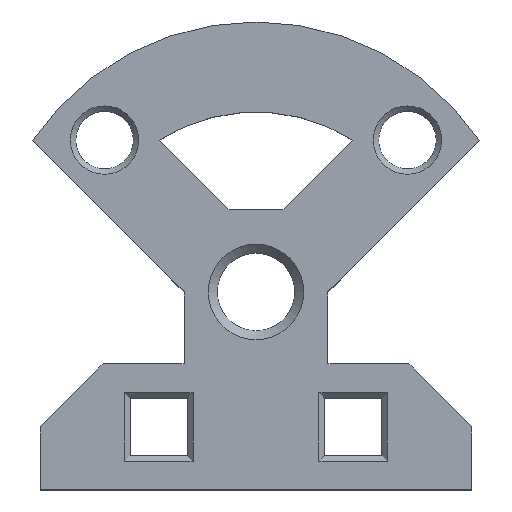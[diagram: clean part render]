
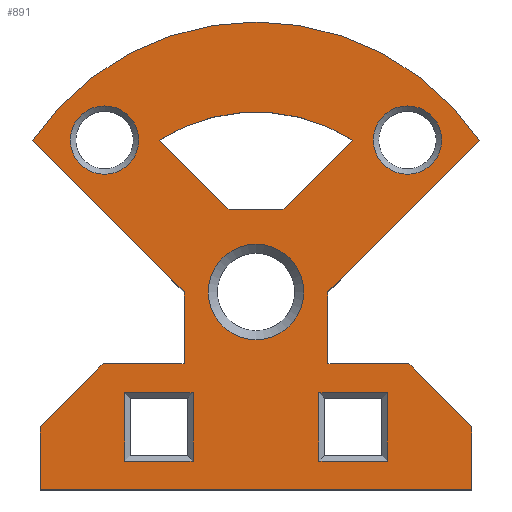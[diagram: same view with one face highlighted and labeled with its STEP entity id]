
A CAD part, top view. The second image highlights one B-rep face of the part: STEP entity #891.
In plain terms, the highlighted planar face has unit normal (0, 0, 1).
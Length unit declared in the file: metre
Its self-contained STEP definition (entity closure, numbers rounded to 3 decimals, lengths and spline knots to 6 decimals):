
#18=CIRCLE('',#914,0.15);
#20=CIRCLE('',#929,0.1);
#22=CIRCLE('',#933,0.0265);
#26=CIRCLE('',#940,0.019);
#33=CIRCLE('',#952,0.019);
#220=ORIENTED_EDGE('',*,*,#376,.F.);
#221=ORIENTED_EDGE('',*,*,#377,.F.);
#222=ORIENTED_EDGE('',*,*,#378,.F.);
#223=ORIENTED_EDGE('',*,*,#379,.F.);
#224=ORIENTED_EDGE('',*,*,#334,.F.);
#225=ORIENTED_EDGE('',*,*,#323,.F.);
#226=ORIENTED_EDGE('',*,*,#321,.T.);
#227=ORIENTED_EDGE('',*,*,#318,.T.);
#228=ORIENTED_EDGE('',*,*,#315,.T.);
#229=ORIENTED_EDGE('',*,*,#311,.T.);
#230=ORIENTED_EDGE('',*,*,#327,.F.);
#231=ORIENTED_EDGE('',*,*,#347,.F.);
#232=ORIENTED_EDGE('',*,*,#344,.F.);
#233=ORIENTED_EDGE('',*,*,#342,.F.);
#234=ORIENTED_EDGE('',*,*,#340,.F.);
#235=ORIENTED_EDGE('',*,*,#305,.F.);
#236=ORIENTED_EDGE('',*,*,#271,.F.);
#237=ORIENTED_EDGE('',*,*,#275,.F.);
#238=ORIENTED_EDGE('',*,*,#278,.F.);
#239=ORIENTED_EDGE('',*,*,#281,.F.);
#240=ORIENTED_EDGE('',*,*,#284,.F.);
#241=ORIENTED_EDGE('',*,*,#287,.F.);
#242=ORIENTED_EDGE('',*,*,#290,.F.);
#243=ORIENTED_EDGE('',*,*,#293,.F.);
#244=ORIENTED_EDGE('',*,*,#296,.F.);
#245=ORIENTED_EDGE('',*,*,#299,.F.);
#246=ORIENTED_EDGE('',*,*,#302,.F.);
#271=EDGE_CURVE('',#387,#388,#463,.T.);
#275=EDGE_CURVE('',#391,#387,#467,.T.);
#278=EDGE_CURVE('',#393,#391,#18,.T.);
#281=EDGE_CURVE('',#395,#393,#471,.T.);
#284=EDGE_CURVE('',#397,#395,#474,.T.);
#287=EDGE_CURVE('',#399,#397,#477,.T.);
#290=EDGE_CURVE('',#401,#399,#480,.T.);
#293=EDGE_CURVE('',#403,#401,#483,.T.);
#296=EDGE_CURVE('',#405,#403,#486,.T.);
#299=EDGE_CURVE('',#407,#405,#489,.T.);
#302=EDGE_CURVE('',#409,#407,#492,.T.);
#305=EDGE_CURVE('',#388,#409,#495,.T.);
#311=EDGE_CURVE('',#415,#416,#501,.T.);
#315=EDGE_CURVE('',#419,#415,#505,.T.);
#318=EDGE_CURVE('',#421,#419,#20,.T.);
#321=EDGE_CURVE('',#416,#421,#509,.T.);
#323=EDGE_CURVE('',#423,#423,#22,.T.);
#327=EDGE_CURVE('',#427,#427,#26,.T.);
#334=EDGE_CURVE('',#434,#434,#33,.T.);
#340=EDGE_CURVE('',#438,#439,#516,.T.);
#342=EDGE_CURVE('',#439,#440,#518,.T.);
#344=EDGE_CURVE('',#440,#441,#520,.T.);
#347=EDGE_CURVE('',#441,#438,#523,.T.);
#376=EDGE_CURVE('',#458,#459,#552,.T.);
#377=EDGE_CURVE('',#460,#458,#553,.T.);
#378=EDGE_CURVE('',#461,#460,#554,.T.);
#379=EDGE_CURVE('',#459,#461,#555,.T.);
#387=VERTEX_POINT('',#1217);
#388=VERTEX_POINT('',#1218);
#391=VERTEX_POINT('',#1226);
#393=VERTEX_POINT('',#1232);
#395=VERTEX_POINT('',#1238);
#397=VERTEX_POINT('',#1244);
#399=VERTEX_POINT('',#1250);
#401=VERTEX_POINT('',#1256);
#403=VERTEX_POINT('',#1262);
#405=VERTEX_POINT('',#1268);
#407=VERTEX_POINT('',#1274);
#409=VERTEX_POINT('',#1280);
#415=VERTEX_POINT('',#1298);
#416=VERTEX_POINT('',#1299);
#419=VERTEX_POINT('',#1307);
#421=VERTEX_POINT('',#1313);
#423=VERTEX_POINT('',#1322);
#427=VERTEX_POINT('',#1333);
#434=VERTEX_POINT('',#1352);
#438=VERTEX_POINT('',#1363);
#439=VERTEX_POINT('',#1365);
#440=VERTEX_POINT('',#1369);
#441=VERTEX_POINT('',#1373);
#458=VERTEX_POINT('',#1437);
#459=VERTEX_POINT('',#1438);
#460=VERTEX_POINT('',#1440);
#461=VERTEX_POINT('',#1442);
#463=LINE('',#1216,#563);
#467=LINE('',#1225,#567);
#471=LINE('',#1237,#571);
#474=LINE('',#1243,#574);
#477=LINE('',#1249,#577);
#480=LINE('',#1255,#580);
#483=LINE('',#1261,#583);
#486=LINE('',#1267,#586);
#489=LINE('',#1273,#589);
#492=LINE('',#1279,#592);
#495=LINE('',#1285,#595);
#501=LINE('',#1297,#601);
#505=LINE('',#1306,#605);
#509=LINE('',#1318,#609);
#516=LINE('',#1364,#616);
#518=LINE('',#1368,#618);
#520=LINE('',#1372,#620);
#523=LINE('',#1377,#623);
#552=LINE('',#1436,#652);
#553=LINE('',#1439,#653);
#554=LINE('',#1441,#654);
#555=LINE('',#1443,#655);
#563=VECTOR('',#982,1.);
#567=VECTOR('',#988,1.);
#571=VECTOR('',#1000,1.);
#574=VECTOR('',#1005,1.);
#577=VECTOR('',#1010,1.);
#580=VECTOR('',#1015,1.);
#583=VECTOR('',#1020,1.);
#586=VECTOR('',#1025,1.);
#589=VECTOR('',#1030,1.);
#592=VECTOR('',#1035,1.);
#595=VECTOR('',#1040,1.);
#601=VECTOR('',#1050,1.);
#605=VECTOR('',#1056,1.);
#609=VECTOR('',#1068,1.);
#616=VECTOR('',#1121,1.);
#618=VECTOR('',#1125,1.);
#620=VECTOR('',#1129,1.);
#623=VECTOR('',#1134,1.);
#652=VECTOR('',#1191,1.);
#653=VECTOR('',#1192,1.);
#654=VECTOR('',#1193,1.);
#655=VECTOR('',#1194,1.);
#722=EDGE_LOOP('',(#220,#221,#222,#223));
#723=EDGE_LOOP('',(#224));
#724=EDGE_LOOP('',(#225));
#725=EDGE_LOOP('',(#226,#227,#228,#229));
#726=EDGE_LOOP('',(#230));
#727=EDGE_LOOP('',(#231,#232,#233,#234));
#728=EDGE_LOOP('',(#235,#236,#237,#238,#239,#240,#241,#242,#243,#244,#245,
#246));
#794=FACE_BOUND('',#722,.T.);
#795=FACE_BOUND('',#723,.T.);
#796=FACE_BOUND('',#724,.T.);
#797=FACE_BOUND('',#725,.T.);
#798=FACE_BOUND('',#726,.T.);
#799=FACE_BOUND('',#727,.T.);
#800=FACE_BOUND('',#728,.T.);
#840=PLANE('',#971);
#891=ADVANCED_FACE('',(#794,#795,#796,#797,#798,#799,#800),#840,.T.);
#914=AXIS2_PLACEMENT_3D('',#1231,#993,#994);
#929=AXIS2_PLACEMENT_3D('',#1312,#1061,#1062);
#933=AXIS2_PLACEMENT_3D('',#1321,#1072,#1073);
#940=AXIS2_PLACEMENT_3D('',#1332,#1086,#1087);
#952=AXIS2_PLACEMENT_3D('',#1351,#1110,#1111);
#971=AXIS2_PLACEMENT_3D('',#1435,#1189,#1190);
#982=DIRECTION('',(0.,-1.,0.));
#988=DIRECTION('',(-0.707,-0.707,0.));
#993=DIRECTION('',(0.,0.,-1.));
#994=DIRECTION('',(0.828,0.561,0.));
#1000=DIRECTION('',(-0.707,0.707,0.));
#1005=DIRECTION('',(0.,1.,0.));
#1010=DIRECTION('',(1.,0.,0.));
#1015=DIRECTION('',(0.707,0.707,0.));
#1020=DIRECTION('',(0.,1.,0.));
#1025=DIRECTION('',(-1.,0.,0.));
#1030=DIRECTION('',(0.,-1.,0.));
#1035=DIRECTION('',(0.707,-0.707,0.));
#1040=DIRECTION('',(1.,0.,0.));
#1050=DIRECTION('',(-1.,0.,0.));
#1056=DIRECTION('',(-0.707,-0.707,0.));
#1061=DIRECTION('',(0.,0.,-1.));
#1062=DIRECTION('',(0.537,0.844,0.));
#1068=DIRECTION('',(-0.707,0.707,0.));
#1072=DIRECTION('',(0.,0.,1.));
#1073=DIRECTION('',(-1.,0.,0.));
#1086=DIRECTION('',(0.,0.,1.));
#1087=DIRECTION('',(-1.,0.,0.));
#1110=DIRECTION('',(0.,0.,1.));
#1111=DIRECTION('',(-1.,0.,0.));
#1121=DIRECTION('',(-1.,0.,0.));
#1125=DIRECTION('',(0.,-1.,0.));
#1129=DIRECTION('',(1.,0.,0.));
#1134=DIRECTION('',(0.,1.,0.));
#1189=DIRECTION('',(0.,0.,1.));
#1190=DIRECTION('',(1.,0.,0.));
#1191=DIRECTION('',(0.,-1.,0.));
#1192=DIRECTION('',(-1.,0.,0.));
#1193=DIRECTION('',(0.,1.,0.));
#1194=DIRECTION('',(1.,0.,0.));
#1216=CARTESIAN_POINT('',(0.04,0.02,0.03));
#1217=CARTESIAN_POINT('',(0.04,0.02,0.03));
#1218=CARTESIAN_POINT('',(0.04,-0.02,0.03));
#1225=CARTESIAN_POINT('',(0.124163,0.104163,0.03));
#1226=CARTESIAN_POINT('',(0.124163,0.104163,0.03));
#1231=CARTESIAN_POINT('',(0.,0.02,0.03));
#1232=CARTESIAN_POINT('',(-0.124163,0.104163,0.03));
#1237=CARTESIAN_POINT('',(-0.04,0.02,0.03));
#1238=CARTESIAN_POINT('',(-0.04,0.02,0.03));
#1243=CARTESIAN_POINT('',(-0.04,-0.02,0.03));
#1244=CARTESIAN_POINT('',(-0.04,-0.02,0.03));
#1249=CARTESIAN_POINT('',(0.04,-0.02,0.03));
#1250=CARTESIAN_POINT('',(-0.085,-0.02,0.03));
#1255=CARTESIAN_POINT('',(-0.12,-0.055,0.03));
#1256=CARTESIAN_POINT('',(-0.12,-0.055,0.03));
#1261=CARTESIAN_POINT('',(-0.12,-0.09,0.03));
#1262=CARTESIAN_POINT('',(-0.12,-0.09,0.03));
#1267=CARTESIAN_POINT('',(0.12,-0.09,0.03));
#1268=CARTESIAN_POINT('',(0.12,-0.09,0.03));
#1273=CARTESIAN_POINT('',(0.12,-0.055,0.03));
#1274=CARTESIAN_POINT('',(0.12,-0.055,0.03));
#1279=CARTESIAN_POINT('',(0.085,-0.02,0.03));
#1280=CARTESIAN_POINT('',(0.085,-0.02,0.03));
#1285=CARTESIAN_POINT('',(0.04,-0.02,0.03));
#1297=CARTESIAN_POINT('',(0.015,0.065711,0.03));
#1298=CARTESIAN_POINT('',(0.015,0.065711,0.03));
#1299=CARTESIAN_POINT('',(-0.015,0.065711,0.03));
#1306=CARTESIAN_POINT('',(0.053668,0.104379,0.03));
#1307=CARTESIAN_POINT('',(0.053668,0.104379,0.03));
#1312=CARTESIAN_POINT('',(0.,0.02,0.03));
#1313=CARTESIAN_POINT('',(-0.053668,0.104379,0.03));
#1318=CARTESIAN_POINT('',(-0.015,0.065711,0.03));
#1321=CARTESIAN_POINT('',(0.,0.02,0.03));
#1322=CARTESIAN_POINT('',(-0.0265,0.02,0.03));
#1332=CARTESIAN_POINT('',(0.084163,0.104379,0.03));
#1333=CARTESIAN_POINT('',(0.065163,0.104379,0.03));
#1351=CARTESIAN_POINT('',(-0.084163,0.104379,0.03));
#1352=CARTESIAN_POINT('',(-0.103163,0.104379,0.03));
#1363=CARTESIAN_POINT('',(0.073,-0.036,0.03));
#1364=CARTESIAN_POINT('',(-0.035,-0.036,0.03));
#1365=CARTESIAN_POINT('',(0.035,-0.036,0.03));
#1368=CARTESIAN_POINT('',(0.035,-0.036,0.03));
#1369=CARTESIAN_POINT('',(0.035,-0.074,0.03));
#1372=CARTESIAN_POINT('',(-0.019,-0.074,0.03));
#1373=CARTESIAN_POINT('',(0.073,-0.074,0.03));
#1377=CARTESIAN_POINT('',(0.073,-0.074,0.03));
#1435=CARTESIAN_POINT('',(0.,0.022022,0.03));
#1436=CARTESIAN_POINT('',(-0.073,-0.036,0.03));
#1437=CARTESIAN_POINT('',(-0.073,-0.036,0.03));
#1438=CARTESIAN_POINT('',(-0.073,-0.074,0.03));
#1439=CARTESIAN_POINT('',(-0.035,-0.036,0.03));
#1440=CARTESIAN_POINT('',(-0.035,-0.036,0.03));
#1441=CARTESIAN_POINT('',(-0.035,-0.074,0.03));
#1442=CARTESIAN_POINT('',(-0.035,-0.074,0.03));
#1443=CARTESIAN_POINT('',(-0.073,-0.074,0.03));
